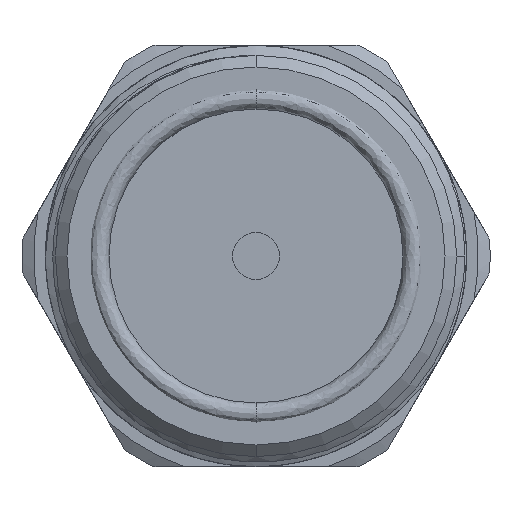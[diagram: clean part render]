
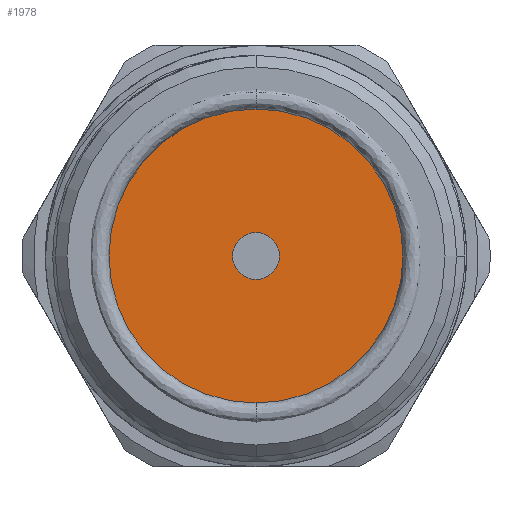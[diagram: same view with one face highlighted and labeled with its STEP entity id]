
A CAD part, front view. The second image highlights one B-rep face of the part: STEP entity #1978.
In plain terms, the highlighted planar face has unit normal (0, -1, 0).
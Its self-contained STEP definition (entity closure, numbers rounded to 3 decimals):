
#48 = ORIENTED_EDGE ( 'NONE', *, *, #3824, .T. ) ;
#305 = EDGE_LOOP ( 'NONE', ( #395, #2445 ) ) ;
#395 = ORIENTED_EDGE ( 'NONE', *, *, #1069, .T. ) ;
#440 = CIRCLE ( 'NONE', #5160, 2. ) ;
#513 = AXIS2_PLACEMENT_3D ( 'NONE', #3789, #3861, #3425 ) ;
#580 = CARTESIAN_POINT ( 'NONE',  ( 0., 37.4, 2. ) ) ;
#616 = DIRECTION ( 'NONE',  ( 0., -1., 0. ) ) ;
#617 = CIRCLE ( 'NONE', #513, 2. ) ;
#1058 = DIRECTION ( 'NONE',  ( 0., 0., -1. ) ) ;
#1069 = EDGE_CURVE ( 'NONE', #2070, #4244, #4154, .T. ) ;
#1115 = DIRECTION ( 'NONE',  ( 0., -1., 0. ) ) ;
#1165 = VERTEX_POINT ( 'NONE', #3324 ) ;
#1222 = EDGE_CURVE ( 'NONE', #1165, #4355, #617, .T. ) ;
#1522 = ORIENTED_EDGE ( 'NONE', *, *, #1222, .T. ) ;
#1731 = CARTESIAN_POINT ( 'NONE',  ( 0., 37.4, 14. ) ) ;
#1906 = FACE_OUTER_BOUND ( 'NONE', #305, .T. ) ;
#1978 = ADVANCED_FACE ( 'NONE', ( #1906, #4364 ), #4153, .T. ) ;
#2070 = VERTEX_POINT ( 'NONE', #3737 ) ;
#2184 = EDGE_CURVE ( 'NONE', #4244, #2070, #4780, .T. ) ;
#2270 = CARTESIAN_POINT ( 'NONE',  ( 0., 37.4, 0. ) ) ;
#2445 = ORIENTED_EDGE ( 'NONE', *, *, #2184, .T. ) ;
#2652 = AXIS2_PLACEMENT_3D ( 'NONE', #5437, #1115, #5429 ) ;
#2698 = DIRECTION ( 'NONE',  ( 0., 0., -1. ) ) ;
#3324 = CARTESIAN_POINT ( 'NONE',  ( 0., 37.4, -2. ) ) ;
#3425 = DIRECTION ( 'NONE',  ( 0., 0., -1. ) ) ;
#3534 = AXIS2_PLACEMENT_3D ( 'NONE', #3771, #616, #1058 ) ;
#3737 = CARTESIAN_POINT ( 'NONE',  ( 0., 37.4, -14. ) ) ;
#3771 = CARTESIAN_POINT ( 'NONE',  ( 0., 37.4, 0. ) ) ;
#3789 = CARTESIAN_POINT ( 'NONE',  ( 0., 37.4, 0. ) ) ;
#3824 = EDGE_CURVE ( 'NONE', #4355, #1165, #440, .T. ) ;
#3861 = DIRECTION ( 'NONE',  ( 0., 1., 0. ) ) ;
#4153 = PLANE ( 'NONE',  #2652 ) ;
#4154 = CIRCLE ( 'NONE', #4700, 14. ) ;
#4244 = VERTEX_POINT ( 'NONE', #1731 ) ;
#4355 = VERTEX_POINT ( 'NONE', #580 ) ;
#4364 = FACE_BOUND ( 'NONE', #4737, .T. ) ;
#4700 = AXIS2_PLACEMENT_3D ( 'NONE', #4790, #4840, #4855 ) ;
#4737 = EDGE_LOOP ( 'NONE', ( #1522, #48 ) ) ;
#4780 = CIRCLE ( 'NONE', #3534, 14. ) ;
#4790 = CARTESIAN_POINT ( 'NONE',  ( 0., 37.4, 0. ) ) ;
#4840 = DIRECTION ( 'NONE',  ( 0., -1., 0. ) ) ;
#4855 = DIRECTION ( 'NONE',  ( 0., 0., -1. ) ) ;
#5160 = AXIS2_PLACEMENT_3D ( 'NONE', #2270, #5279, #2698 ) ;
#5279 = DIRECTION ( 'NONE',  ( 0., 1., 0. ) ) ;
#5429 = DIRECTION ( 'NONE',  ( 0., 0., -1. ) ) ;
#5437 = CARTESIAN_POINT ( 'NONE',  ( 0., 37.4, 0. ) ) ;
